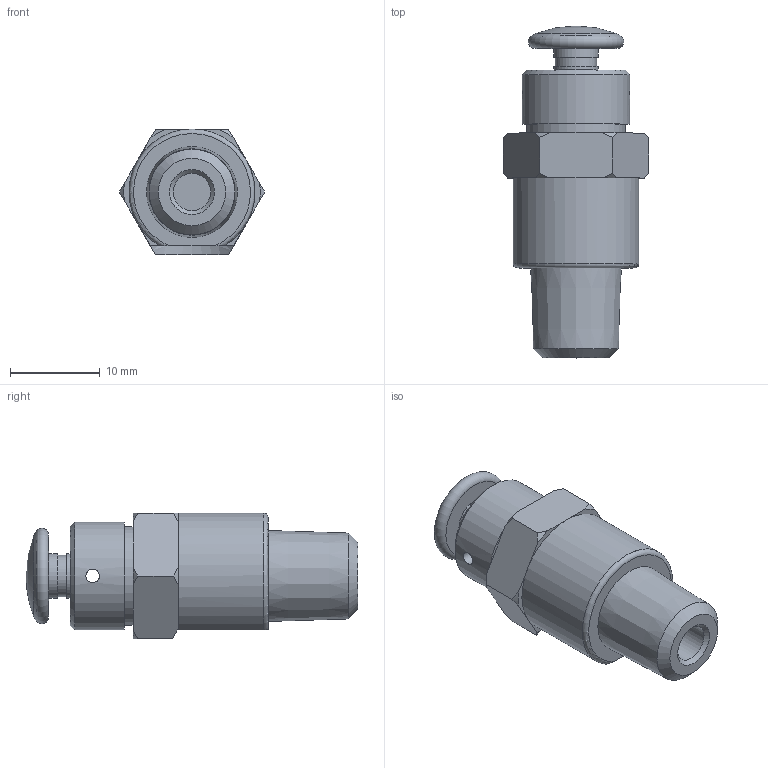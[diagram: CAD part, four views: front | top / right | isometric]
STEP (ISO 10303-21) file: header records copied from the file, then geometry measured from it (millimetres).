
FILE_DESCRIPTION( ( 'STEP AP203' ), '1' );
FILE_NAME( 'MVHA-3P.stp', '2020-04-23T09:44:53', ( 'License CC BY-ND 4.0' ), ( 'CADENAS' ), ' ', 'PARTsolutions', ' ' );
FILE_SCHEMA( ( 'CONFIG_CONTROL_DESIGN' ) );
Length unit declared in the file: millimetre
Products named in the file (1): _MVHA-3P
Bounding box: 16.17 x 36.9 x 14 mm (x, y, z)
Volume: 3905 mm3; surface area: 1953.5 mm2
Topology: 1 solids, 1 shells, 54 faces, 121 edges, 77 vertices
Faces by surface type: plane 23, cone 18, cylinder 10, torus 2, sphere 1
Full cylindrical faces by diameter (mm): 1.5 x1, 4.134 x2, 4.6 x1, 5 x2, 11 x1, 12 x1
Entity records: 1521 total; most frequent: CARTESIAN_POINT 369, DIRECTION 227, ORIENTED_EDGE 200, AXIS2_PLACEMENT_3D 102, EDGE_CURVE 100, EDGE_LOOP 82, VERTEX_POINT 76, FACE_OUTER_BOUND 63
